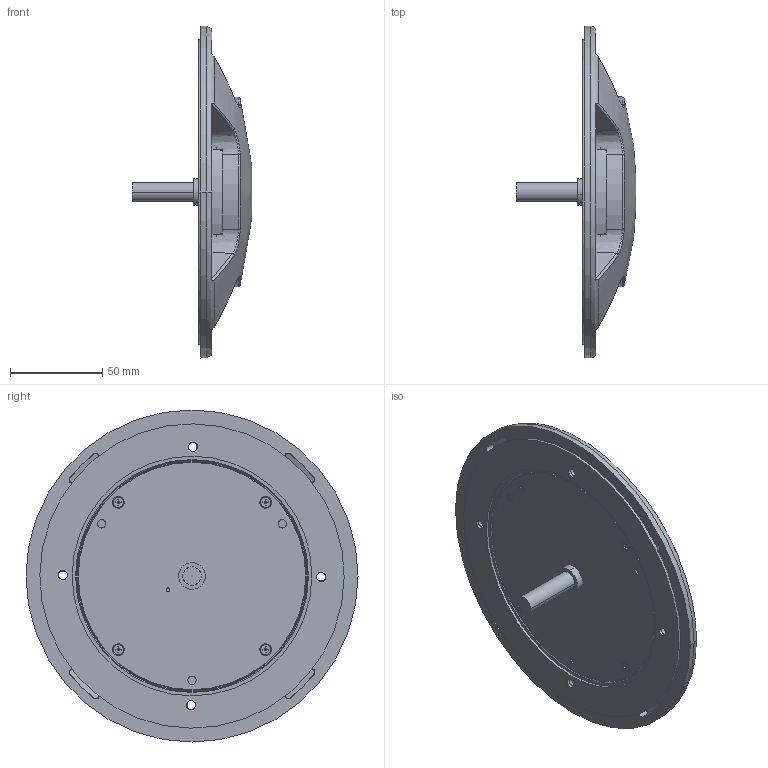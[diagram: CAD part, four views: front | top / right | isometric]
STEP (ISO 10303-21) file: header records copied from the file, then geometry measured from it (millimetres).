
FILE_DESCRIPTION (( 'STEP AP203' ), '1' );
FILE_NAME ('nDisc-Medium.STEP', '2018-03-09T10:06:34', ( '' ), ( '' ), 'SwSTEP 2.0', 'SolidWorks 2017', '' );
FILE_SCHEMA (( 'CONFIG_CONTROL_DESIGN' ));
Length unit declared in the file: millimetre
Products named in the file (1): nDisc-Medium
Bounding box: 64.92 x 180 x 180 mm (x, y, z)
Volume: 252865.1 mm3; surface area: 154090.8 mm2
Topology: 31 solids, 31 shells, 1479 faces, 3519 edges, 2202 vertices
Faces by surface type: plane 690, cone 321, cylinder 296, bspline 152, sphere 20
Entity records: 52155 total; most frequent: CARTESIAN_POINT 18690, ORIENTED_EDGE 6882, DIRECTION 6863, EDGE_CURVE 3441, AXIS2_PLACEMENT_3D 2439, VERTEX_POINT 2162, VECTOR 1985, LINE 1985
